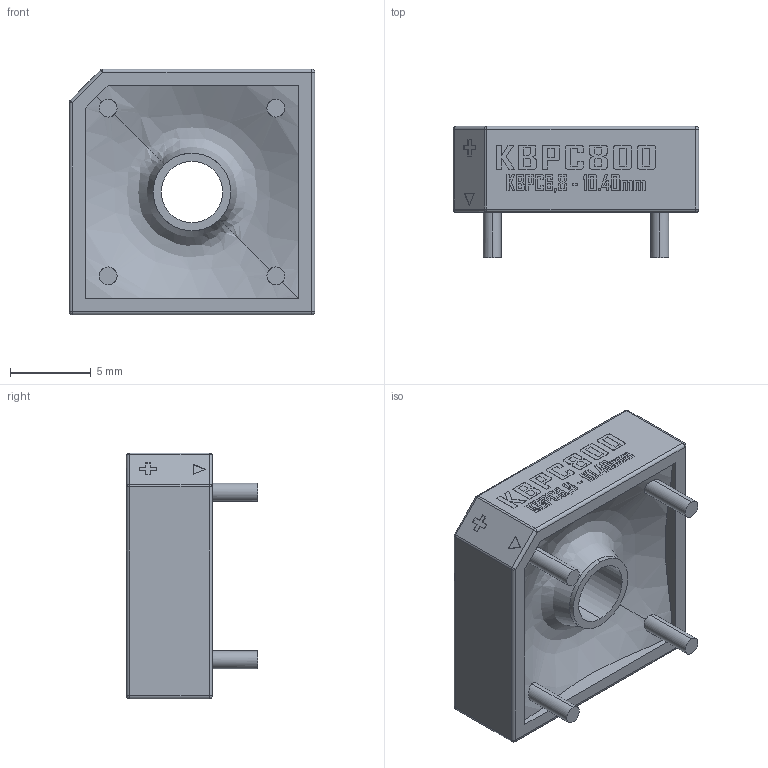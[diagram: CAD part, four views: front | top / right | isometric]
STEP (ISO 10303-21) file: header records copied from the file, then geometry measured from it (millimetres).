
FILE_DESCRIPTION (( 'STEP AP214' ), '1' );
FILE_NAME ('KBPC6,8___Nonmal_Size__.STEP', '2023-03-09T12:50:41', ( '' ), ( '' ), 'SwSTEP 2.0', 'SolidWorks 2020', '' );
FILE_SCHEMA (( 'AUTOMOTIVE_DESIGN' ));
Length unit declared in the file: millimetre
Products named in the file (1): KBPC6,8___Nonmal_Size__
Bounding box: 15.24 x 8.13 x 15.24 mm (x, y, z)
Volume: 969.3 mm3; surface area: 923.7 mm2
Topology: 1 solids, 1 shells, 474 faces, 1255 edges, 819 vertices
Faces by surface type: plane 344, bspline 91, cylinder 27, sphere 10, torus 2
Entity records: 21136 total; most frequent: CARTESIAN_POINT 5934, ORIENTED_EDGE 2490, DIRECTION 1865, EDGE_CURVE 1245, LINE 993, VECTOR 993, VERTEX_POINT 819, EDGE_LOOP 522
